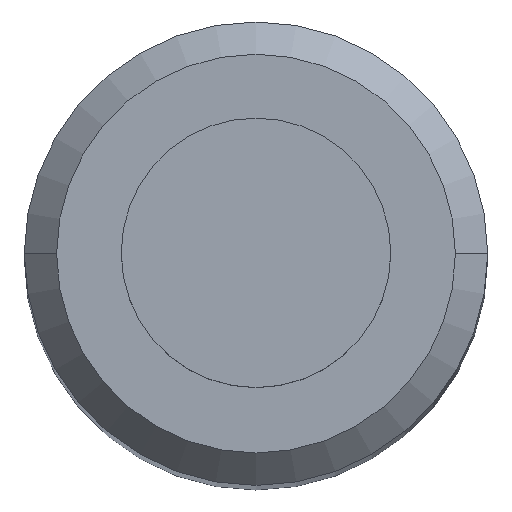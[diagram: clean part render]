
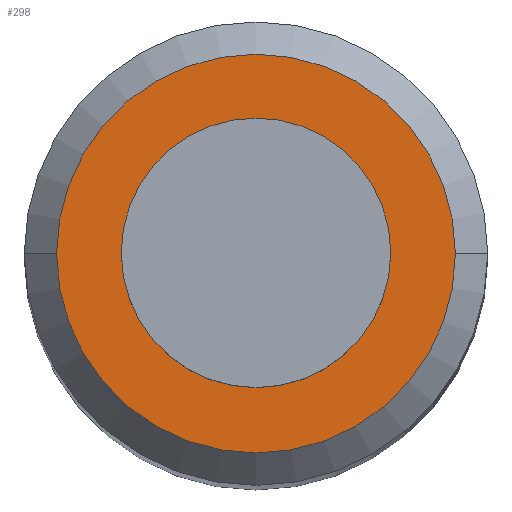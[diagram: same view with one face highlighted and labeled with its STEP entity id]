
A CAD part, top view. The second image highlights one B-rep face of the part: STEP entity #298.
In plain terms, the highlighted free-form (B-spline) face has degree [1, 1] with [2, 2] control points.
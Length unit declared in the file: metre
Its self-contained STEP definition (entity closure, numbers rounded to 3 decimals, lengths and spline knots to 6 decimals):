
#27=B_SPLINE_SURFACE_WITH_KNOTS('',1,1,((#622,#623),(#624,#625)),
 .PLANE_SURF.,.F.,.F.,.F.,(2,2),(2,2),(0.,1.),(0.,1.),.UNSPECIFIED.);
#112=ORIENTED_EDGE('',*,*,#162,.F.);
#113=ORIENTED_EDGE('',*,*,#146,.F.);
#114=ORIENTED_EDGE('',*,*,#142,.T.);
#115=ORIENTED_EDGE('',*,*,#163,.T.);
#142=EDGE_CURVE('',#177,#176,#200,.T.);
#146=EDGE_CURVE('',#180,#181,#202,.T.);
#162=EDGE_CURVE('',#181,#180,#211,.T.);
#163=EDGE_CURVE('',#176,#177,#212,.T.);
#176=VERTEX_POINT('',#507);
#177=VERTEX_POINT('',#509);
#180=VERTEX_POINT('',#525);
#181=VERTEX_POINT('',#527);
#200=CIRCLE('',#340,0.009398);
#202=CIRCLE('',#342,0.004763);
#211=CIRCLE('',#351,0.004763);
#212=CIRCLE('',#352,0.009398);
#234=EDGE_LOOP('',(#112,#113));
#235=EDGE_LOOP('',(#114,#115));
#259=FACE_BOUND('',#234,.T.);
#260=FACE_BOUND('',#235,.T.);
#298=ADVANCED_FACE('',(#259,#260),#27,.F.);
#340=AXIS2_PLACEMENT_3D('',#508,#380,#381);
#342=AXIS2_PLACEMENT_3D('',#526,#384,#385);
#351=AXIS2_PLACEMENT_3D('',#621,#402,#403);
#352=AXIS2_PLACEMENT_3D('',#626,#404,#405);
#380=DIRECTION('',(0.,0.,1.));
#381=DIRECTION('',(1.,0.,0.));
#384=DIRECTION('',(0.,0.,1.));
#385=DIRECTION('',(1.,0.,0.));
#402=DIRECTION('',(0.,0.,1.));
#403=DIRECTION('',(1.,0.,0.));
#404=DIRECTION('',(0.,0.,1.));
#405=DIRECTION('',(1.,0.,0.));
#507=CARTESIAN_POINT('',(0.009398,0.,0.019037));
#508=CARTESIAN_POINT('',(0.,0.,0.019037));
#509=CARTESIAN_POINT('',(-0.009398,0.,0.019037));
#525=CARTESIAN_POINT('',(-0.004763,0.,0.019037));
#526=CARTESIAN_POINT('',(0.,0.,0.019037));
#527=CARTESIAN_POINT('',(0.004763,0.,0.019037));
#621=CARTESIAN_POINT('',(0.,0.,0.019037));
#622=CARTESIAN_POINT('',(0.009511,-0.009511,0.019037));
#623=CARTESIAN_POINT('',(0.009511,0.009511,0.019037));
#624=CARTESIAN_POINT('',(-0.009511,-0.009511,0.019037));
#625=CARTESIAN_POINT('',(-0.009511,0.009511,0.019037));
#626=CARTESIAN_POINT('',(0.,0.,0.019037));
